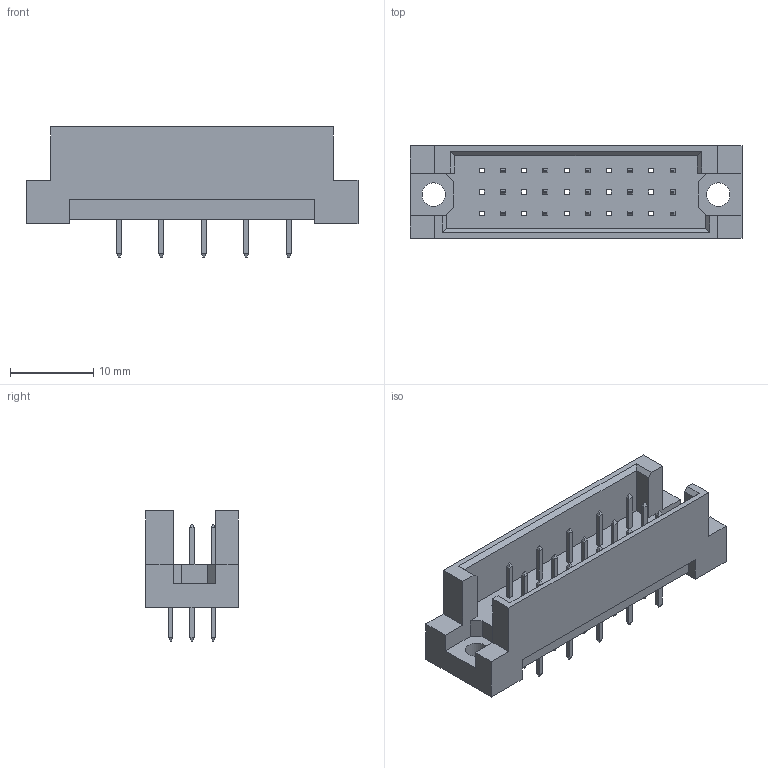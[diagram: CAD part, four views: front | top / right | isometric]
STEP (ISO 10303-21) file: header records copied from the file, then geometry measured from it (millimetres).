
FILE_DESCRIPTION (( 'STEP AP203' ), '1' );
FILE_NAME ('493-115-621-321.STEP', '2019-11-11T18:43:55', ( '' ), ( '' ), 'SwSTEP 2.0', 'SolidWorks 2020', '' );
FILE_SCHEMA (( 'CONFIG_CONTROL_DESIGN' ));
Length unit declared in the file: millimetre
Products named in the file (3): 493-290_21; 493-115-621-321; 493 Part_30
Assembly tree (16 placements, depth 2):
  493-115-621-321
    493 Part_30
    493-290_21  x15
Bounding box: 39.8 x 11.1 x 15.6 mm (x, y, z)
Volume: 2434.4 mm3; surface area: 3194 mm2
Topology: 16 solids, 16 shells, 382 faces, 926 edges, 576 vertices
Faces by surface type: plane 378, cylinder 4
Entity records: 6831 total; most frequent: CARTESIAN_POINT 1091, ORIENTED_EDGE 1068, DIRECTION 952, EDGE_CURVE 534, LINE 526, VECTOR 526, VERTEX_POINT 352, EDGE_LOOP 250
